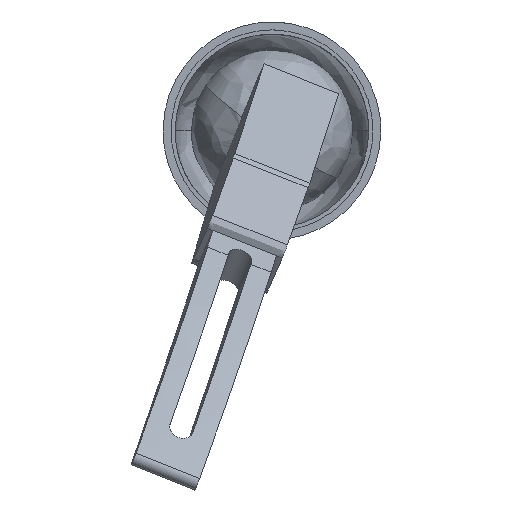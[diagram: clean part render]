
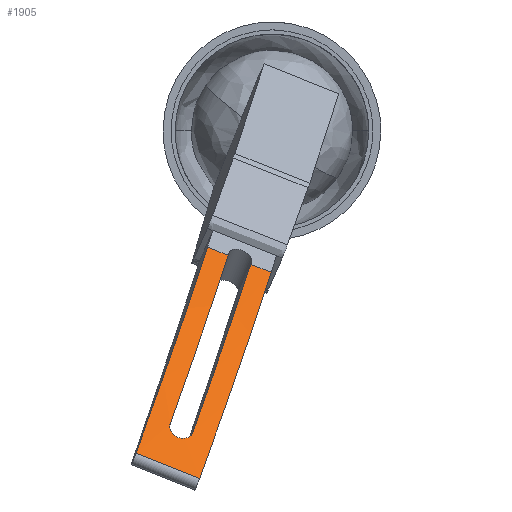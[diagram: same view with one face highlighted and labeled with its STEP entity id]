
A CAD part, front view. The second image highlights one B-rep face of the part: STEP entity #1905.
In plain terms, the highlighted free-form (B-spline) face has degree [2, 1] with [3, 2] control points.
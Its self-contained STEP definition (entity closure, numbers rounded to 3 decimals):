
#1905 = ADVANCED_FACE('',(#1906),#2000,.T.);
#1906 = FACE_BOUND('',#1907,.T.);
#1907 = EDGE_LOOP('',(#1908,#1918,#1925,#1933,#1972,#1980,#1987,#1995));
#1908 = ORIENTED_EDGE('',*,*,#1909,.F.);
#1909 = EDGE_CURVE('',#1910,#1912,#1914,.T.);
#1910 = VERTEX_POINT('',#1911);
#1911 = CARTESIAN_POINT('',(-328.938,44.284,
    174.21));
#1912 = VERTEX_POINT('',#1913);
#1913 = CARTESIAN_POINT('',(-349.58,-15.126,
    114.763));
#1914 = ( BOUNDED_CURVE() B_SPLINE_CURVE(2,(#1915,#1916,#1917),
.UNSPECIFIED.,.F.,.F.) B_SPLINE_CURVE_WITH_KNOTS((3,3),(3.142,
3.493),.PIECEWISE_BEZIER_KNOTS.) CURVE() 
GEOMETRIC_REPRESENTATION_ITEM() RATIONAL_B_SPLINE_CURVE((1.,
0.985,1.)) REPRESENTATION_ITEM('') );
#1915 = CARTESIAN_POINT('',(-328.938,44.284,
    174.21));
#1916 = CARTESIAN_POINT('',(-337.068,9.001,
    149.3));
#1917 = CARTESIAN_POINT('',(-349.58,-15.126,
    114.763));
#1918 = ORIENTED_EDGE('',*,*,#1919,.T.);
#1919 = EDGE_CURVE('',#1910,#1920,#1922,.T.);
#1920 = VERTEX_POINT('',#1921);
#1921 = CARTESIAN_POINT('',(-334.879,43.987,
    176.569));
#1922 = B_SPLINE_CURVE_WITH_KNOTS('',1,(#1923,#1924),.UNSPECIFIED.,.F.,
  .F.,(2,2),(-0.,5.5),.PIECEWISE_BEZIER_KNOTS.);
#1923 = CARTESIAN_POINT('',(-328.938,44.284,
    174.21));
#1924 = CARTESIAN_POINT('',(-334.879,43.987,
    176.569));
#1925 = ORIENTED_EDGE('',*,*,#1926,.T.);
#1926 = EDGE_CURVE('',#1920,#1927,#1929,.T.);
#1927 = VERTEX_POINT('',#1928);
#1928 = CARTESIAN_POINT('',(-351.567,-7.268,
    128.102));
#1929 = ( BOUNDED_CURVE() B_SPLINE_CURVE(2,(#1930,#1931,#1932),
.UNSPECIFIED.,.F.,.F.) B_SPLINE_CURVE_WITH_KNOTS((3,3),(4.712,
5.006),.PIECEWISE_BEZIER_KNOTS.) CURVE() 
GEOMETRIC_REPRESENTATION_ITEM() RATIONAL_B_SPLINE_CURVE((1.,
0.989,1.)) REPRESENTATION_ITEM('') );
#1930 = CARTESIAN_POINT('',(-334.879,43.987,
    176.569));
#1931 = CARTESIAN_POINT('',(-341.657,14.572,
    155.802));
#1932 = CARTESIAN_POINT('',(-351.567,-7.268,
    128.102));
#1933 = ORIENTED_EDGE('',*,*,#1934,.T.);
#1934 = EDGE_CURVE('',#1927,#1935,#1937,.T.);
#1935 = VERTEX_POINT('',#1936);
#1936 = CARTESIAN_POINT('',(-358.048,-7.593,
    130.677));
#1937 = B_SPLINE_CURVE_WITH_KNOTS('',3,(#1938,#1939,#1940,#1941,#1942,
    #1943,#1944,#1945,#1946,#1947,#1948,#1949,#1950,#1951,#1952,#1953,
    #1954,#1955,#1956,#1957,#1958,#1959,#1960,#1961,#1962,#1963,#1964,
    #1965,#1966,#1967,#1968,#1969,#1970,#1971),.UNSPECIFIED.,.F.,.F.,(4,
    2,2,2,2,2,2,2,2,2,2,2,2,2,2,2,4),(0.,
    0.001,0.001,0.002,
    0.002,0.003,0.004,
    0.004,0.005,0.005,
    0.006,0.007,0.007,
    0.008,0.008,0.009,
    0.01),.UNSPECIFIED.);
#1938 = CARTESIAN_POINT('',(-351.567,-7.268,
    128.102));
#1939 = CARTESIAN_POINT('',(-351.631,-7.409,
    127.924));
#1940 = CARTESIAN_POINT('',(-351.714,-7.548,
    127.756));
#1941 = CARTESIAN_POINT('',(-351.917,-7.824,
    127.441));
#1942 = CARTESIAN_POINT('',(-352.038,-7.961,
    127.293));
#1943 = CARTESIAN_POINT('',(-352.314,-8.228,
    127.023));
#1944 = CARTESIAN_POINT('',(-352.468,-8.356,
    126.903));
#1945 = CARTESIAN_POINT('',(-352.804,-8.6,
    126.694));
#1946 = CARTESIAN_POINT('',(-352.989,-8.718,
    126.603));
#1947 = CARTESIAN_POINT('',(-353.378,-8.933,
    126.461));
#1948 = CARTESIAN_POINT('',(-353.582,-9.032,
    126.408));
#1949 = CARTESIAN_POINT('',(-354.008,-9.209,
    126.34));
#1950 = CARTESIAN_POINT('',(-354.232,-9.288,
    126.325));
#1951 = CARTESIAN_POINT('',(-354.679,-9.419,
    126.337));
#1952 = CARTESIAN_POINT('',(-354.904,-9.472,
    126.363));
#1953 = CARTESIAN_POINT('',(-355.358,-9.551,
    126.457));
#1954 = CARTESIAN_POINT('',(-355.582,-9.576,
    126.524));
#1955 = CARTESIAN_POINT('',(-356.014,-9.598,
    126.695));
#1956 = CARTESIAN_POINT('',(-356.226,-9.595,
    126.801));
#1957 = CARTESIAN_POINT('',(-356.626,-9.559,
    127.045));
#1958 = CARTESIAN_POINT('',(-356.811,-9.528,
    127.181));
#1959 = CARTESIAN_POINT('',(-357.156,-9.437,
    127.483));
#1960 = CARTESIAN_POINT('',(-357.316,-9.377,
    127.65));
#1961 = CARTESIAN_POINT('',(-357.593,-9.236,
    127.996));
#1962 = CARTESIAN_POINT('',(-357.714,-9.153,
    128.179));
#1963 = CARTESIAN_POINT('',(-357.919,-8.966,
    128.56));
#1964 = CARTESIAN_POINT('',(-358.,-8.863,
    128.753));
#1965 = CARTESIAN_POINT('',(-358.122,-8.642,
    129.145));
#1966 = CARTESIAN_POINT('',(-358.163,-8.521,
    129.345));
#1967 = CARTESIAN_POINT('',(-358.201,-8.271,
    129.739));
#1968 = CARTESIAN_POINT('',(-358.2,-8.141,
    129.932));
#1969 = CARTESIAN_POINT('',(-358.155,-7.873,
    130.311));
#1970 = CARTESIAN_POINT('',(-358.111,-7.733,
    130.498));
#1971 = CARTESIAN_POINT('',(-358.048,-7.593,
    130.677));
#1972 = ORIENTED_EDGE('',*,*,#1973,.T.);
#1973 = EDGE_CURVE('',#1935,#1974,#1976,.T.);
#1974 = VERTEX_POINT('',#1975);
#1975 = CARTESIAN_POINT('',(-341.359,43.663,179.144
    ));
#1976 = ( BOUNDED_CURVE() B_SPLINE_CURVE(2,(#1977,#1978,#1979),
.UNSPECIFIED.,.F.,.F.) B_SPLINE_CURVE_WITH_KNOTS((3,3),(4.418,
4.712),.PIECEWISE_BEZIER_KNOTS.) CURVE() 
GEOMETRIC_REPRESENTATION_ITEM() RATIONAL_B_SPLINE_CURVE((1.,
0.989,1.)) REPRESENTATION_ITEM('') );
#1977 = CARTESIAN_POINT('',(-358.048,-7.593,
    130.677));
#1978 = CARTESIAN_POINT('',(-348.137,14.248,
    158.376));
#1979 = CARTESIAN_POINT('',(-341.359,43.663,179.144
    ));
#1980 = ORIENTED_EDGE('',*,*,#1981,.T.);
#1981 = EDGE_CURVE('',#1974,#1982,#1984,.T.);
#1982 = VERTEX_POINT('',#1983);
#1983 = CARTESIAN_POINT('',(-347.3,43.366,
    181.503));
#1984 = B_SPLINE_CURVE_WITH_KNOTS('',1,(#1985,#1986),.UNSPECIFIED.,.F.,
  .F.,(2,2),(11.5,17.),.PIECEWISE_BEZIER_KNOTS.);
#1985 = CARTESIAN_POINT('',(-341.359,43.663,179.144
    ));
#1986 = CARTESIAN_POINT('',(-347.3,43.366,
    181.503));
#1987 = ORIENTED_EDGE('',*,*,#1988,.T.);
#1988 = EDGE_CURVE('',#1982,#1989,#1991,.T.);
#1989 = VERTEX_POINT('',#1990);
#1990 = CARTESIAN_POINT('',(-367.942,-16.044,
    122.056));
#1991 = ( BOUNDED_CURVE() B_SPLINE_CURVE(2,(#1992,#1993,#1994),
.UNSPECIFIED.,.F.,.F.) B_SPLINE_CURVE_WITH_KNOTS((3,3),(3.142,
3.493),.PIECEWISE_BEZIER_KNOTS.) CURVE() 
GEOMETRIC_REPRESENTATION_ITEM() RATIONAL_B_SPLINE_CURVE((1.,
0.985,1.)) REPRESENTATION_ITEM('') );
#1992 = CARTESIAN_POINT('',(-347.3,43.366,
    181.503));
#1993 = CARTESIAN_POINT('',(-355.43,8.083,
    156.594));
#1994 = CARTESIAN_POINT('',(-367.942,-16.044,
    122.056));
#1995 = ORIENTED_EDGE('',*,*,#1996,.F.);
#1996 = EDGE_CURVE('',#1912,#1989,#1997,.T.);
#1997 = B_SPLINE_CURVE_WITH_KNOTS('',1,(#1998,#1999),.UNSPECIFIED.,.F.,
  .F.,(2,2),(-0.,17.),.PIECEWISE_BEZIER_KNOTS.);
#1998 = CARTESIAN_POINT('',(-349.58,-15.126,
    114.763));
#1999 = CARTESIAN_POINT('',(-367.942,-16.044,
    122.056));
#2000 = ( BOUNDED_SURFACE() B_SPLINE_SURFACE(2,1,(
    (#2001,#2002)
    ,(#2003,#2004)
    ,(#2005,#2006
)),.UNSPECIFIED.,.F.,.F.,.F.) B_SPLINE_SURFACE_WITH_KNOTS((3,3),(2,2),(
    5.932,6.283),(0.,17.),.PIECEWISE_BEZIER_KNOTS.) 
GEOMETRIC_REPRESENTATION_ITEM() RATIONAL_B_SPLINE_SURFACE((
    (1.,1.)
    ,(0.985,0.985)
,(1.,1.))) REPRESENTATION_ITEM('') SURFACE() );
#2001 = CARTESIAN_POINT('',(-349.58,-15.126,
    114.763));
#2002 = CARTESIAN_POINT('',(-367.942,-16.044,
    122.056));
#2003 = CARTESIAN_POINT('',(-337.068,9.001,
    149.3));
#2004 = CARTESIAN_POINT('',(-355.43,8.083,
    156.594));
#2005 = CARTESIAN_POINT('',(-328.938,44.284,
    174.21));
#2006 = CARTESIAN_POINT('',(-347.3,43.366,
    181.503));
